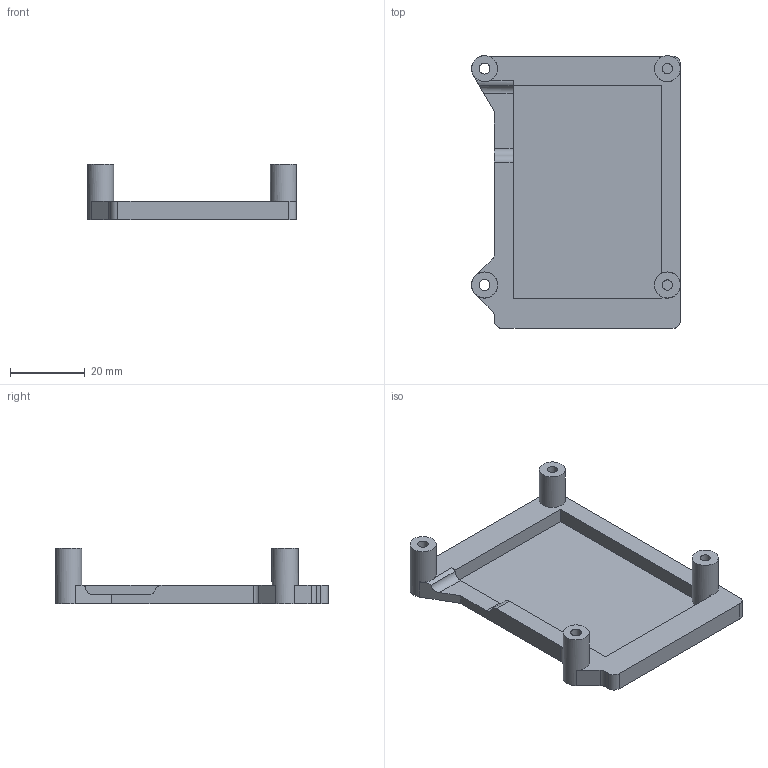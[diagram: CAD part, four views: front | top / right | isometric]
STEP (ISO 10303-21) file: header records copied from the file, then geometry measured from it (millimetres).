
FILE_DESCRIPTION(/* description */ (''),/* implementation_level */ '2;1');
FILE_NAME(/* name */ '20_Cube_insert_openISM_AnyBeamMount.ipt.step',/* time_stamp */ '2022-11-29T08:07:51+01:00',/* author */ ('diederichbenedict'),/* organization */ (''),/* preprocessor_version */ 'ST-DEVELOPER v18.1',/* originating_system */ 'Autodesk Inventor 2022',/* authorisation */ '');
FILE_SCHEMA (('AUTOMOTIVE_DESIGN { 1 0 10303 214 3 1 1 }','INTEGRATED_CNC_SCHEMA'));
Length unit declared in the file: millimetre
Products named in the file (1): 20_Cube_insert_openISM_AnyBeamMount
Bounding box: 56 x 73.12 x 15 mm (x, y, z)
Volume: 10057 mm3; surface area: 11221.3 mm2
Topology: 1 solids, 1 shells, 71 faces, 167 edges, 111 vertices
Faces by surface type: plane 41, cylinder 30
Full cylindrical faces by diameter (mm): 2.75 x2, 2.9 x2, 4.9 x7, 6 x2, 7 x4
Entity records: 2124 total; most frequent: DIRECTION 384, CARTESIAN_POINT 360, ORIENTED_EDGE 334, EDGE_CURVE 167, AXIS2_PLACEMENT_3D 146, VERTEX_POINT 111, LINE 92, VECTOR 92
